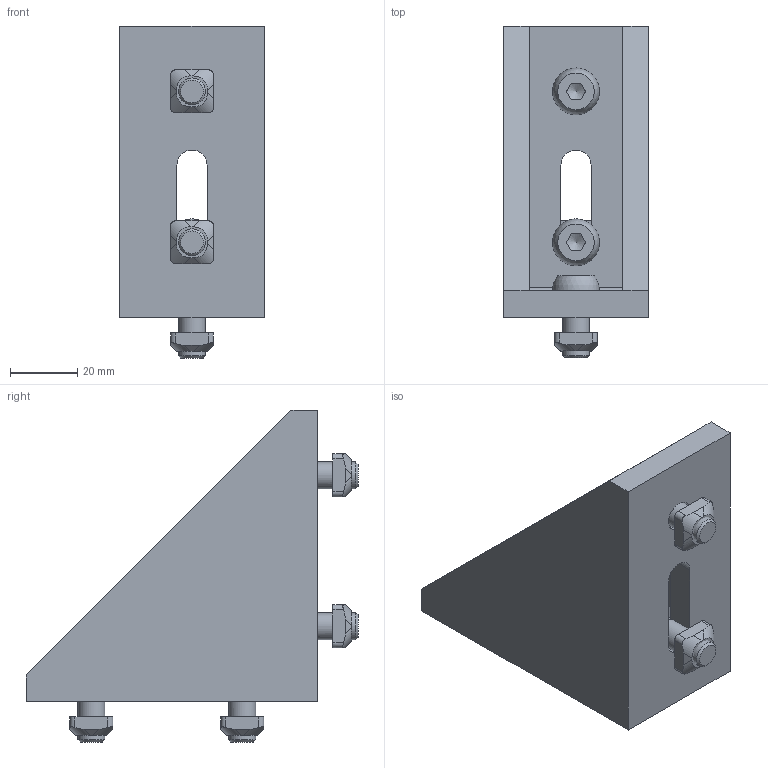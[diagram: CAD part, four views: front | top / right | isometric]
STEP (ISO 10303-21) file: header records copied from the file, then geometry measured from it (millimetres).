
FILE_DESCRIPTION(('STEP AP203'),'1');
FILE_NAME('FIXE00N1079.stp','2023-10-23T11:58:03',(' '),(' '),'Spatial InterOp 3D',' ',' ');
FILE_SCHEMA(('CONFIG_CONTROL_DESIGN'));
Length unit declared in the file: millimetre
Products named in the file (6): Kit Equerre 87x87x43 Al sablé; Equerre 87x87x43 Al sablé; Kit de fixation; Vis BHC - M8x20; Ecrou carré 8 45 M8
Assembly tree (9 placements, depth 3):
  Kit Equerre 87x87x43 Al sablé
    Equerre 87x87x43 Al sablé
    Kit de fixation  x2
      Vis BHC - M8x20
      Ecrou carré 8 45 M8
    Kit de fixation  x2
      Vis BHC - M8x20
      Ecrou carré 8 45 M8
Bounding box: 43 x 99 x 99 mm (x, y, z)
Volume: 107010.7 mm3; surface area: 35902.5 mm2
Topology: 9 solids, 9 shells, 155 faces, 389 edges, 256 vertices
Faces by surface type: plane 92, cylinder 51, cone 8, sphere 4
Full cylindrical faces by diameter (mm): 6.8 x4, 8 x8, 9 x2
Entity records: 3335 total; most frequent: CARTESIAN_POINT 429, DIRECTION 293, ORIENTED_EDGE 262, PROPERTY_DEFINITION_REPRESENTATION 205, GENERAL_PROPERTY_ASSOCIATION 205, PROPERTY_DEFINITION 205, REPRESENTATION 205, GENERAL_PROPERTY 205
